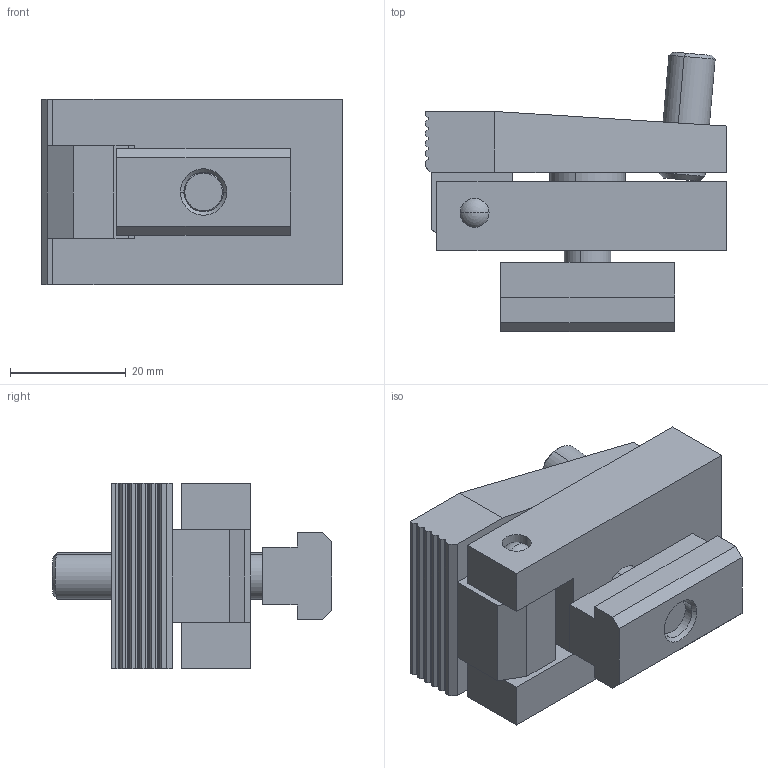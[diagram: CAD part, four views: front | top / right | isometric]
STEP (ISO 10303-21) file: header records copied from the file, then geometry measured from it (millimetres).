
FILE_DESCRIPTION(('STEP AP214'),'1');
FILE_NAME('HALDERN_EH_23210_0501.stp','2021-09-02T09:59:48',('TraceParts'),('TraceParts S.A.'),'Spatial InterOp 3D',' ',' ');
FILE_SCHEMA(('AUTOMOTIVE_DESIGN { 1 0 10303 214 1 1 1 1 }'));
Length unit declared in the file: millimetre
Products named in the file (1): HALDERN_EH_23210_0501_1
Bounding box: 52 x 48.28 x 32 mm (x, y, z)
Volume: 35819.5 mm3; surface area: 14725.5 mm2
Topology: 5 solids, 5 shells, 143 faces, 349 edges, 218 vertices
Faces by surface type: plane 74, cylinder 34, cone 26, sphere 5, torus 4
Entity records: 5552 total; most frequent: CARTESIAN_POINT 925, DIRECTION 730, ORIENTED_EDGE 690, EDGE_CURVE 345, AXIS2_PLACEMENT_3D 253, LINE 224, VECTOR 224, VERTEX_POINT 218
